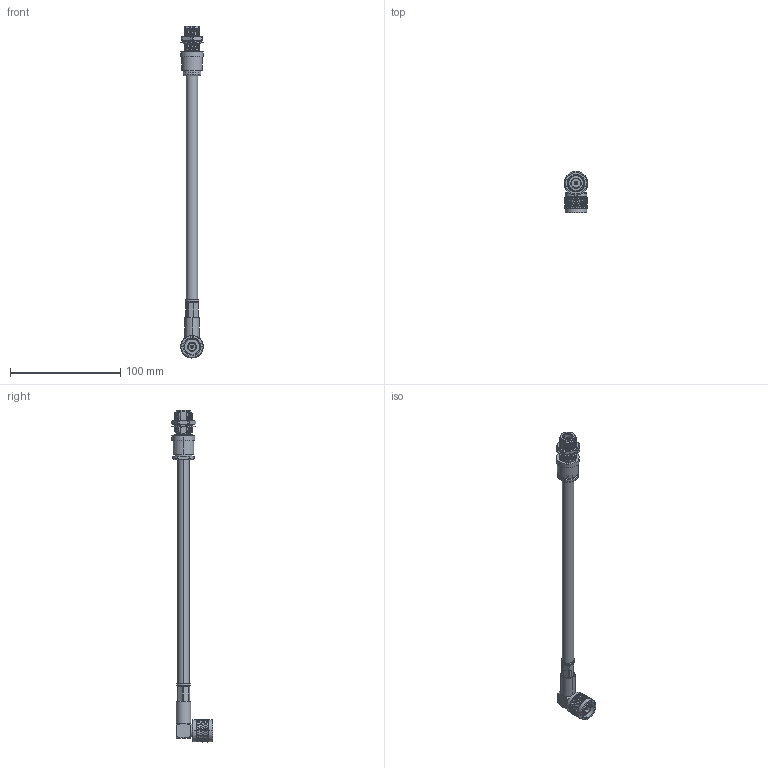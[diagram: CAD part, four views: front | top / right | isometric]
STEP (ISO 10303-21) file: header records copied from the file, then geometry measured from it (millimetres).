
FILE_DESCRIPTION (( 'STEP AP203' ), '1' );
FILE_NAME ('PE3C6624LF.step', '2020-09-09T16:40:30', ( '' ), ( '' ), 'SwSTEP 2.0', 'SolidWorks 2018', '' );
FILE_SCHEMA (( 'CONFIG_CONTROL_DESIGN' ));
Length unit declared in the file: inch
Products named in the file (4): RG213U^PE3C6624LF_RG213U; PE4223^PE3C6624LF_ROTATE; PE3C6624LF; PE4482^PE3C6624LF_Crimped
Assembly tree (3 placements, depth 2):
  PE3C6624LF
    RG213U^PE3C6624LF_RG213U
    PE4482^PE3C6624LF_Crimped
    PE4223^PE3C6624LF_ROTATE
Bounding box: 21.59 x 37.41 x 300.73 mm (x, y, z)
Volume: 36194 mm3; surface area: 22031.6 mm2
Topology: 14 solids, 14 shells, 1757 faces, 4065 edges, 2355 vertices
Faces by surface type: bspline 1122, cylinder 423, plane 119, cone 79, torus 14
Entity records: 135268 total; most frequent: CARTESIAN_POINT 107574, ORIENTED_EDGE 8130, EDGE_CURVE 4065, DIRECTION 2656, VERTEX_POINT 2355, EDGE_LOOP 1800, FACE_OUTER_BOUND 1757, ADVANCED_FACE 1757
